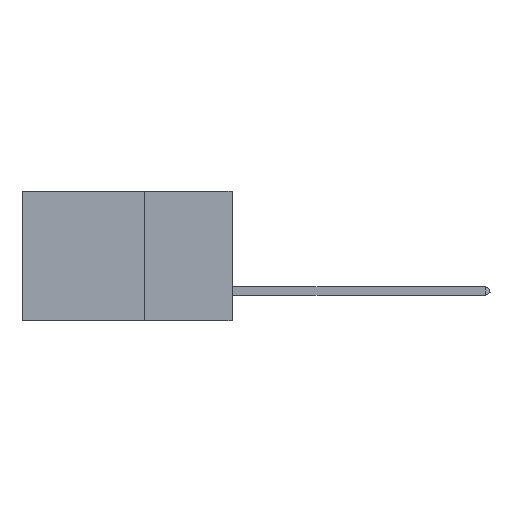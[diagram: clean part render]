
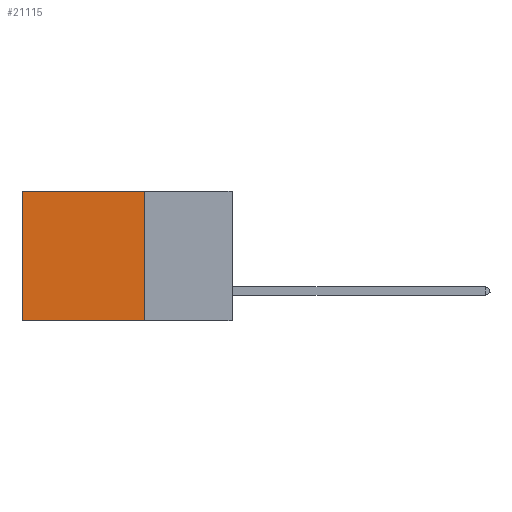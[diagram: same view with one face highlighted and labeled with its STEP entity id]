
A CAD part, left-side view. The second image highlights one B-rep face of the part: STEP entity #21115.
In plain terms, the highlighted planar face has unit normal (-1, 0, 0).
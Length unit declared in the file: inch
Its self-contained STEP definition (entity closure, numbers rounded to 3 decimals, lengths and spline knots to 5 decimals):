
#2123 = VECTOR ( 'NONE', #18676, 39.37008 ) ;
#3296 = LINE ( 'NONE', #24146, #6358 ) ;
#4336 = CARTESIAN_POINT ( 'NONE',  ( 0.2875, 0.6, -0.37 ) ) ;
#5081 = EDGE_LOOP ( 'NONE', ( #29383, #31386, #24601, #12395 ) ) ;
#5180 = CARTESIAN_POINT ( 'NONE',  ( 0.2875, 0.6, 0. ) ) ;
#6358 = VECTOR ( 'NONE', #26566, 39.37008 ) ;
#6384 = VECTOR ( 'NONE', #25376, 39.37008 ) ;
#6955 = DIRECTION ( 'NONE',  ( 1., 0., 0. ) ) ;
#7725 = CARTESIAN_POINT ( 'NONE',  ( 0.2875, 0.25, 0. ) ) ;
#7756 = CARTESIAN_POINT ( 'NONE',  ( 0.2875, 0.6, 0. ) ) ;
#9352 = DIRECTION ( 'NONE',  ( 0., 0., -1. ) ) ;
#11067 = VERTEX_POINT ( 'NONE', #29004 ) ;
#12395 = ORIENTED_EDGE ( 'NONE', *, *, #25388, .T. ) ;
#12981 = AXIS2_PLACEMENT_3D ( 'NONE', #15190, #6955, #9352 ) ;
#13383 = LINE ( 'NONE', #7725, #2123 ) ;
#14363 = LINE ( 'NONE', #21715, #34326 ) ;
#14911 = VERTEX_POINT ( 'NONE', #26906 ) ;
#15190 = CARTESIAN_POINT ( 'NONE',  ( 0.2875, 0.25, 0. ) ) ;
#16086 = VERTEX_POINT ( 'NONE', #4336 ) ;
#17431 = EDGE_CURVE ( 'NONE', #24738, #16086, #28536, .T. ) ;
#17736 = EDGE_CURVE ( 'NONE', #11067, #14911, #3296, .T. ) ;
#18676 = DIRECTION ( 'NONE',  ( 0., 1., 0. ) ) ;
#21115 = ADVANCED_FACE ( 'NONE', ( #24613 ), #28678, .F. ) ;
#21593 = DIRECTION ( 'NONE',  ( 0., 1., 0. ) ) ;
#21715 = CARTESIAN_POINT ( 'NONE',  ( 0.2875, 0.25, -0.37 ) ) ;
#24146 = CARTESIAN_POINT ( 'NONE',  ( 0.2875, 0.25, 0. ) ) ;
#24553 = EDGE_CURVE ( 'NONE', #14911, #16086, #14363, .T. ) ;
#24601 = ORIENTED_EDGE ( 'NONE', *, *, #17736, .F. ) ;
#24613 = FACE_OUTER_BOUND ( 'NONE', #5081, .T. ) ;
#24738 = VERTEX_POINT ( 'NONE', #7756 ) ;
#25376 = DIRECTION ( 'NONE',  ( 0., 0., -1. ) ) ;
#25388 = EDGE_CURVE ( 'NONE', #11067, #24738, #13383, .T. ) ;
#26566 = DIRECTION ( 'NONE',  ( 0., 0., -1. ) ) ;
#26906 = CARTESIAN_POINT ( 'NONE',  ( 0.2875, 0.25, -0.37 ) ) ;
#28536 = LINE ( 'NONE', #5180, #6384 ) ;
#28678 = PLANE ( 'NONE',  #12981 ) ;
#29004 = CARTESIAN_POINT ( 'NONE',  ( 0.2875, 0.25, 0. ) ) ;
#29383 = ORIENTED_EDGE ( 'NONE', *, *, #17431, .T. ) ;
#31386 = ORIENTED_EDGE ( 'NONE', *, *, #24553, .F. ) ;
#34326 = VECTOR ( 'NONE', #21593, 39.37008 ) ;
